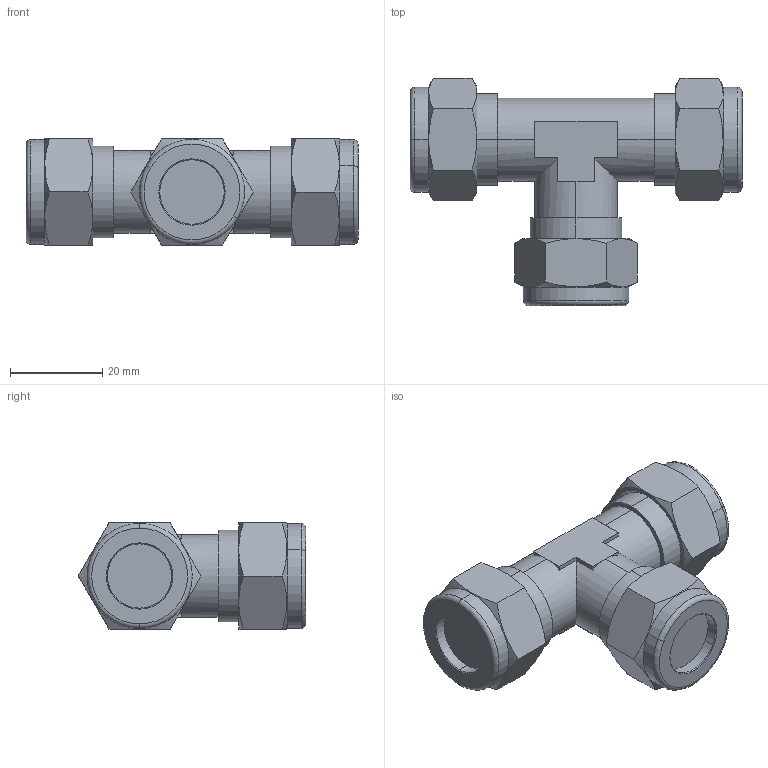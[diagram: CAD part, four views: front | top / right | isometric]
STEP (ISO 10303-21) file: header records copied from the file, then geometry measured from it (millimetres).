
FILE_DESCRIPTION (( 'STEP AP214' ), '1' );
FILE_NAME ('1020000006.step', '2013-02-25T17:11:20', ( '' ), ( '' ), 'SwSTEP 2.0', 'SolidWorks 2012', '' );
FILE_SCHEMA (( 'AUTOMOTIVE_DESIGN' ));
Length unit declared in the file: millimetre
Products named in the file (1): 1020000006
Bounding box: 72 x 49.28 x 23 mm (x, y, z)
Volume: 33315.7 mm3; surface area: 8796.1 mm2
Topology: 1 solids, 1 shells, 125 faces, 282 edges, 168 vertices
Faces by surface type: plane 54, cone 38, cylinder 23, torus 10
Entity records: 3780 total; most frequent: CARTESIAN_POINT 1002, DIRECTION 582, ORIENTED_EDGE 564, EDGE_CURVE 282, AXIS2_PLACEMENT_3D 236, VERTEX_POINT 168, EDGE_LOOP 134, FACE_OUTER_BOUND 125
